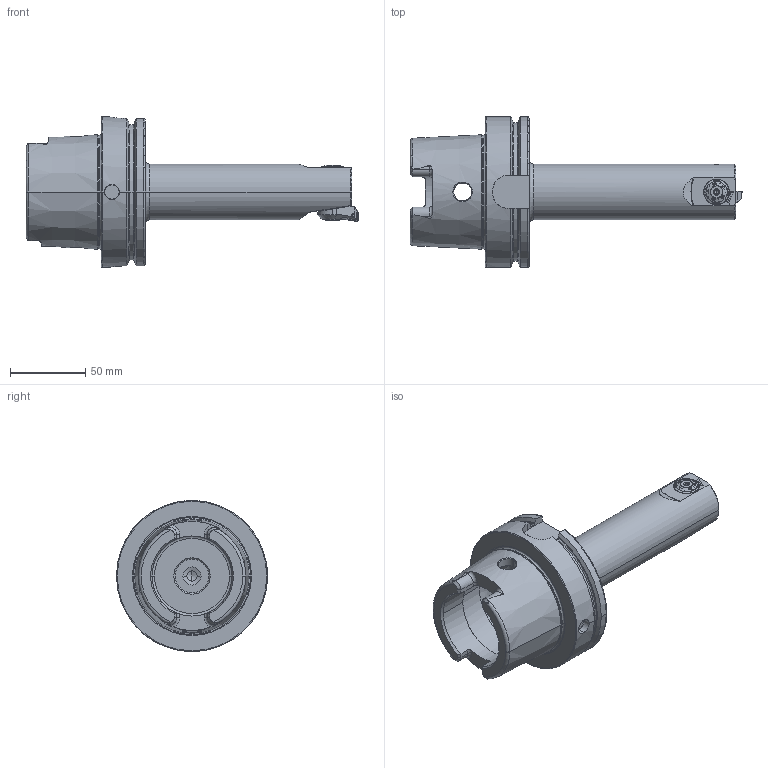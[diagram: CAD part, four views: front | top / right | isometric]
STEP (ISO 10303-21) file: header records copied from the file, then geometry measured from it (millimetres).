
FILE_DESCRIPTION (( 'STEP AP203' ), '1' );
FILE_NAME ('HA0.F32.K22.170.STEP', '2024-08-23T10:33:41', ( '' ), ( '' ), 'SwSTEP 2.0', 'SolidWorks 2022', '' );
FILE_SCHEMA (( 'CONFIG_CONTROL_DESIGN' ));
Length unit declared in the file: millimetre
Products named in the file (19): HA0-F32.AA3.170_A_Aktuell 04.2019; F32-WCA.001.007_C_fertigbearbeitet; DIN 3771 - 15x1.0; F32-BG2.017.004_A; HA0.F32.K22.170; WCA-ER2.001.006_A; ISO 4026 - M6 x 8; F32-BG2.014.012_A; F32-WCA.001.007; F32-BG3.006.026_A; F32-BG2.017.003_A; F32-BG1.AA4.017_Standart; T7 M2.5 x 6; F32-BG2.009.012_A; Klebstoff D6; F32-BG1.010.006_A; CCMT060204; F32-BG1.DA3.017_A_Aktuell 0.6.2014-Mx1.3; DIN 7984 - M6 x 10
Assembly tree (18 placements, depth 3):
  HA0.F32.K22.170
    HA0-F32.AA3.170_A_Aktuell 04.2019
    F32-BG1.AA4.017_Standart
      F32-BG1.DA3.017_A_Aktuell 0.6.2014-Mx1.3
      F32-BG2.014.012_A
      F32-BG2.017.003_A
      F32-BG2.017.004_A
      F32-BG2.009.012_A
      F32-BG1.010.006_A
      DIN 3771 - 15x1.0
    Klebstoff D6
    T7 M2.5 x 6
    ISO 4026 - M6 x 8
    F32-BG3.006.026_A
    DIN 7984 - M6 x 10
    F32-WCA.001.007
      F32-WCA.001.007_C_fertigbearbeitet
      CCMT060204
      WCA-ER2.001.006_A
Bounding box: 219.9 x 100 x 100 mm (x, y, z)
Volume: 386224.3 mm3; surface area: 78726 mm2
Topology: 16 solids, 16 shells, 918 faces, 2383 edges, 1498 vertices
Faces by surface type: plane 374, cone 208, cylinder 194, torus 89, bspline 51, sphere 2
Entity records: 34145 total; most frequent: CARTESIAN_POINT 10736, ORIENTED_EDGE 4734, DIRECTION 4150, EDGE_CURVE 2367, AXIS2_PLACEMENT_3D 1615, VERTEX_POINT 1498, EDGE_LOOP 977, LINE 920
